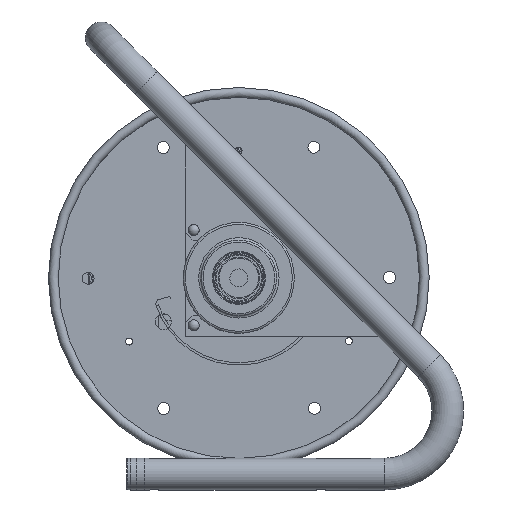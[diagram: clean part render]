
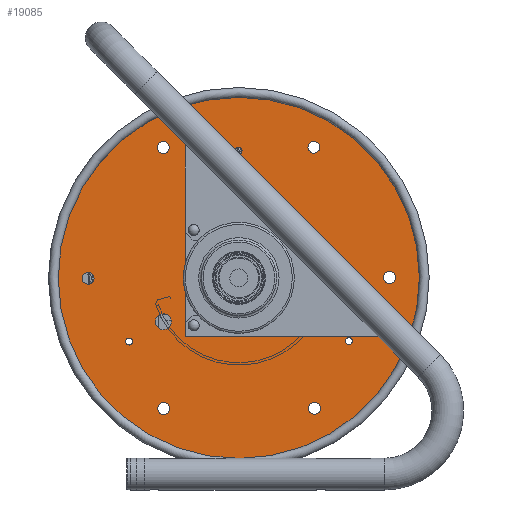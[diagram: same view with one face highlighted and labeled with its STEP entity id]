
A CAD part, left-side view. The second image highlights one B-rep face of the part: STEP entity #19085.
In plain terms, the highlighted planar face has unit normal (-1, 0, 0).
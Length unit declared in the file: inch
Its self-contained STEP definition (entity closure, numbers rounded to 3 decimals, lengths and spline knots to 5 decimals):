
#4773=FACE_BOUND('',#5732,.T.);
#4774=FACE_BOUND('',#5733,.T.);
#4775=FACE_BOUND('',#5734,.T.);
#4776=FACE_BOUND('',#5735,.T.);
#4777=FACE_BOUND('',#5736,.T.);
#4778=FACE_BOUND('',#5737,.T.);
#4779=FACE_BOUND('',#5738,.T.);
#4780=FACE_BOUND('',#5739,.T.);
#4781=FACE_BOUND('',#5740,.T.);
#4782=FACE_BOUND('',#5741,.T.);
#4783=FACE_BOUND('',#5742,.T.);
#4784=FACE_BOUND('',#5743,.T.);
#4785=FACE_BOUND('',#5744,.T.);
#4943=FACE_OUTER_BOUND('',#5731,.T.);
#5731=EDGE_LOOP('',(#13315));
#5732=EDGE_LOOP('',(#13316));
#5733=EDGE_LOOP('',(#13317));
#5734=EDGE_LOOP('',(#13318));
#5735=EDGE_LOOP('',(#13319));
#5736=EDGE_LOOP('',(#13320));
#5737=EDGE_LOOP('',(#13321));
#5738=EDGE_LOOP('',(#13322));
#5739=EDGE_LOOP('',(#13323));
#5740=EDGE_LOOP('',(#13324));
#5741=EDGE_LOOP('',(#13325));
#5742=EDGE_LOOP('',(#13326));
#5743=EDGE_LOOP('',(#13327));
#5744=EDGE_LOOP('',(#13328));
#6655=CIRCLE('',#20013,0.25);
#6656=CIRCLE('',#20015,0.25);
#6657=CIRCLE('',#20017,0.25);
#6658=CIRCLE('',#20019,0.1095);
#6659=CIRCLE('',#20021,0.1875);
#6660=CIRCLE('',#20023,0.1875);
#6661=CIRCLE('',#20025,0.1875);
#6662=CIRCLE('',#20027,0.1875);
#6663=CIRCLE('',#20029,0.1875);
#6664=CIRCLE('',#20031,0.1875);
#6665=CIRCLE('',#20033,0.1095);
#6666=CIRCLE('',#20035,0.1095);
#6667=CIRCLE('',#20037,5.845);
#6668=CIRCLE('',#20038,0.825);
#7309=VERTEX_POINT('',#25422);
#7310=VERTEX_POINT('',#25426);
#7311=VERTEX_POINT('',#25430);
#7312=VERTEX_POINT('',#25434);
#7313=VERTEX_POINT('',#25438);
#7314=VERTEX_POINT('',#25442);
#7315=VERTEX_POINT('',#25446);
#7316=VERTEX_POINT('',#25450);
#7317=VERTEX_POINT('',#25454);
#7318=VERTEX_POINT('',#25458);
#7319=VERTEX_POINT('',#25462);
#7320=VERTEX_POINT('',#25466);
#7321=VERTEX_POINT('',#25470);
#7322=VERTEX_POINT('',#25472);
#9872=EDGE_CURVE('',#7309,#7309,#6655,.T.);
#9874=EDGE_CURVE('',#7310,#7310,#6656,.T.);
#9876=EDGE_CURVE('',#7311,#7311,#6657,.T.);
#9878=EDGE_CURVE('',#7312,#7312,#6658,.T.);
#9879=EDGE_CURVE('',#7313,#7313,#6659,.T.);
#9881=EDGE_CURVE('',#7314,#7314,#6660,.T.);
#9883=EDGE_CURVE('',#7315,#7315,#6661,.T.);
#9885=EDGE_CURVE('',#7316,#7316,#6662,.T.);
#9887=EDGE_CURVE('',#7317,#7317,#6663,.T.);
#9889=EDGE_CURVE('',#7318,#7318,#6664,.T.);
#9892=EDGE_CURVE('',#7319,#7319,#6665,.T.);
#9894=EDGE_CURVE('',#7320,#7320,#6666,.T.);
#9895=EDGE_CURVE('',#7321,#7321,#6667,.T.);
#9896=EDGE_CURVE('',#7322,#7322,#6668,.T.);
#13315=ORIENTED_EDGE('',*,*,#9895,.F.);
#13316=ORIENTED_EDGE('',*,*,#9896,.T.);
#13317=ORIENTED_EDGE('',*,*,#9872,.T.);
#13318=ORIENTED_EDGE('',*,*,#9874,.T.);
#13319=ORIENTED_EDGE('',*,*,#9876,.T.);
#13320=ORIENTED_EDGE('',*,*,#9878,.T.);
#13321=ORIENTED_EDGE('',*,*,#9879,.T.);
#13322=ORIENTED_EDGE('',*,*,#9881,.T.);
#13323=ORIENTED_EDGE('',*,*,#9883,.T.);
#13324=ORIENTED_EDGE('',*,*,#9885,.T.);
#13325=ORIENTED_EDGE('',*,*,#9887,.T.);
#13326=ORIENTED_EDGE('',*,*,#9889,.T.);
#13327=ORIENTED_EDGE('',*,*,#9892,.T.);
#13328=ORIENTED_EDGE('',*,*,#9894,.T.);
#18022=PLANE('',#20036);
#19085=ADVANCED_FACE('',(#4943,#4773,#4774,#4775,#4776,#4777,#4778,#4779,
#4780,#4781,#4782,#4783,#4784,#4785),#18022,.T.);
#20013=AXIS2_PLACEMENT_3D('',#25424,#21354,#21355);
#20015=AXIS2_PLACEMENT_3D('',#25428,#21359,#21360);
#20017=AXIS2_PLACEMENT_3D('',#25432,#21364,#21365);
#20019=AXIS2_PLACEMENT_3D('',#25436,#21369,#21370);
#20021=AXIS2_PLACEMENT_3D('',#25439,#21373,#21374);
#20023=AXIS2_PLACEMENT_3D('',#25443,#21378,#21379);
#20025=AXIS2_PLACEMENT_3D('',#25447,#21383,#21384);
#20027=AXIS2_PLACEMENT_3D('',#25451,#21388,#21389);
#20029=AXIS2_PLACEMENT_3D('',#25455,#21393,#21394);
#20031=AXIS2_PLACEMENT_3D('',#25459,#21398,#21399);
#20033=AXIS2_PLACEMENT_3D('',#25464,#21404,#21405);
#20035=AXIS2_PLACEMENT_3D('',#25468,#21409,#21410);
#20036=AXIS2_PLACEMENT_3D('',#25469,#21411,#21412);
#20037=AXIS2_PLACEMENT_3D('',#25471,#21413,#21414);
#20038=AXIS2_PLACEMENT_3D('',#25473,#21415,#21416);
#21354=DIRECTION('center_axis',(1.,0.,0.));
#21355=DIRECTION('ref_axis',(0.,1.,-0.002));
#21359=DIRECTION('center_axis',(1.,0.,0.));
#21360=DIRECTION('ref_axis',(0.,1.,-0.002));
#21364=DIRECTION('center_axis',(1.,0.,0.));
#21365=DIRECTION('ref_axis',(0.,1.,-0.002));
#21369=DIRECTION('center_axis',(1.,0.,0.));
#21370=DIRECTION('ref_axis',(0.,1.,-0.002));
#21373=DIRECTION('center_axis',(1.,0.,0.));
#21374=DIRECTION('ref_axis',(0.,-1.,0.002));
#21378=DIRECTION('center_axis',(1.,0.,0.));
#21379=DIRECTION('ref_axis',(0.,-0.498,0.867));
#21383=DIRECTION('center_axis',(1.,0.,0.));
#21384=DIRECTION('ref_axis',(0.,0.502,0.865));
#21388=DIRECTION('center_axis',(1.,0.,0.));
#21389=DIRECTION('ref_axis',(0.,1.,-0.002));
#21393=DIRECTION('center_axis',(1.,0.,0.));
#21394=DIRECTION('ref_axis',(0.,0.498,-0.867));
#21398=DIRECTION('center_axis',(1.,0.,0.));
#21399=DIRECTION('ref_axis',(0.,-0.502,-0.865));
#21404=DIRECTION('center_axis',(1.,0.,0.));
#21405=DIRECTION('ref_axis',(0.,-0.502,-0.865));
#21409=DIRECTION('center_axis',(1.,0.,0.));
#21410=DIRECTION('ref_axis',(0.,-0.498,0.867));
#21411=DIRECTION('center_axis',(-1.,0.,0.));
#21412=DIRECTION('ref_axis',(0.,0.002,1.));
#21413=DIRECTION('center_axis',(1.,0.,0.));
#21414=DIRECTION('ref_axis',(0.,1.,-0.002));
#21415=DIRECTION('center_axis',(1.,0.,0.));
#21416=DIRECTION('ref_axis',(0.,-1.,0.002));
#25422=CARTESIAN_POINT('',(-6.1919,2.12859,-1.37961));
#25424=CARTESIAN_POINT('Origin',(-6.1919,2.37859,-1.38015));
#25426=CARTESIAN_POINT('',(-6.1919,-0.24405,2.75053));
#25428=CARTESIAN_POINT('Origin',(-6.1919,0.00595,
2.74999));
#25430=CARTESIAN_POINT('',(-6.1919,-2.63454,-1.3693));
#25432=CARTESIAN_POINT('Origin',(-6.1919,-2.38454,-1.36984));
#25434=CARTESIAN_POINT('',(-6.1919,-0.10084,4.00023));
#25436=CARTESIAN_POINT('Origin',(-6.1919,0.00866,
3.99999));
#25438=CARTESIAN_POINT('',(-6.1919,2.5714,4.10806));
#25439=CARTESIAN_POINT('Origin',(-6.1919,2.3839,4.10847));
#25442=CARTESIAN_POINT('',(-6.1919,4.84339,-0.17287));
#25443=CARTESIAN_POINT('Origin',(-6.1919,4.74999,-0.01028));
#25446=CARTESIAN_POINT('',(-6.1919,2.27199,-4.28093));
#25447=CARTESIAN_POINT('Origin',(-6.1919,2.36609,-4.11875));
#25450=CARTESIAN_POINT('',(-6.1919,-2.5714,-4.10806));
#25451=CARTESIAN_POINT('Origin',(-6.1919,-2.3839,-4.10847));
#25454=CARTESIAN_POINT('',(-6.1919,-4.84339,0.17287));
#25455=CARTESIAN_POINT('Origin',(-6.1919,-4.74999,0.01028));
#25458=CARTESIAN_POINT('',(-6.1919,-2.27199,4.28093));
#25459=CARTESIAN_POINT('Origin',(-6.1919,-2.36609,4.11875));
#25462=CARTESIAN_POINT('',(-6.1919,3.51472,-1.91278));
#25464=CARTESIAN_POINT('Origin',(-6.1919,3.45976,-2.0075));
#25466=CARTESIAN_POINT('',(-6.1919,-3.41388,-2.08744));
#25468=CARTESIAN_POINT('Origin',(-6.1919,-3.46842,-1.9925));
#25469=CARTESIAN_POINT('Origin',(-6.1919,2.92249,-0.00633));
#25470=CARTESIAN_POINT('',(-6.1919,5.84499,-0.01266));
#25471=CARTESIAN_POINT('Origin',(-6.1919,0.,
0.));
#25472=CARTESIAN_POINT('',(-6.1919,0.825,-0.00179));
#25473=CARTESIAN_POINT('Origin',(-6.1919,0.,
0.));
